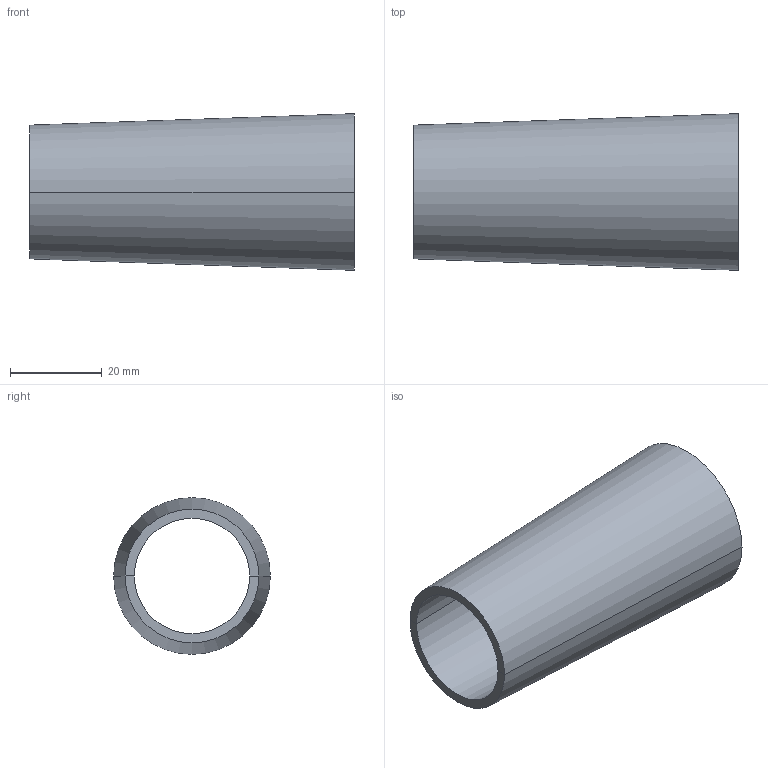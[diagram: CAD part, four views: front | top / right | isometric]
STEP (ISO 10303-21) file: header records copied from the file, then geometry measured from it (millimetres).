
FILE_DESCRIPTION(/* description */ (''),/* implementation_level */ '2;1');
FILE_NAME(/* name */ 'Entretoise 8''''',/* time_stamp */ '2024-03-20T12:28:35+01:00',/* author */ (''),/* organization */ (''),/* preprocessor_version */ 'ST-DEVELOPER v19.2',/* originating_system */ 'Rhino 8.4',/* authorisation */ '');
FILE_SCHEMA (('AUTOMOTIVE_DESIGN_CC2'));
Length unit declared in the file: millimetre
Products named in the file (1): Document
Bounding box: 70.6 x 34.1 x 34.1 mm (x, y, z)
Volume: 13129 mm3; surface area: 13508.6 mm2
Topology: 1 solids, 1 shells, 8 faces, 16 edges, 8 vertices
Faces by surface type: bspline 4, plane 4
Entity records: 255 total; most frequent: CARTESIAN_POINT 94, ORIENTED_EDGE 32, DIRECTION 24, EDGE_CURVE 16, AXIS2_PLACEMENT_3D 14, ADVANCED_FACE 8, FACE_OUTER_BOUND 8, EDGE_LOOP 8
